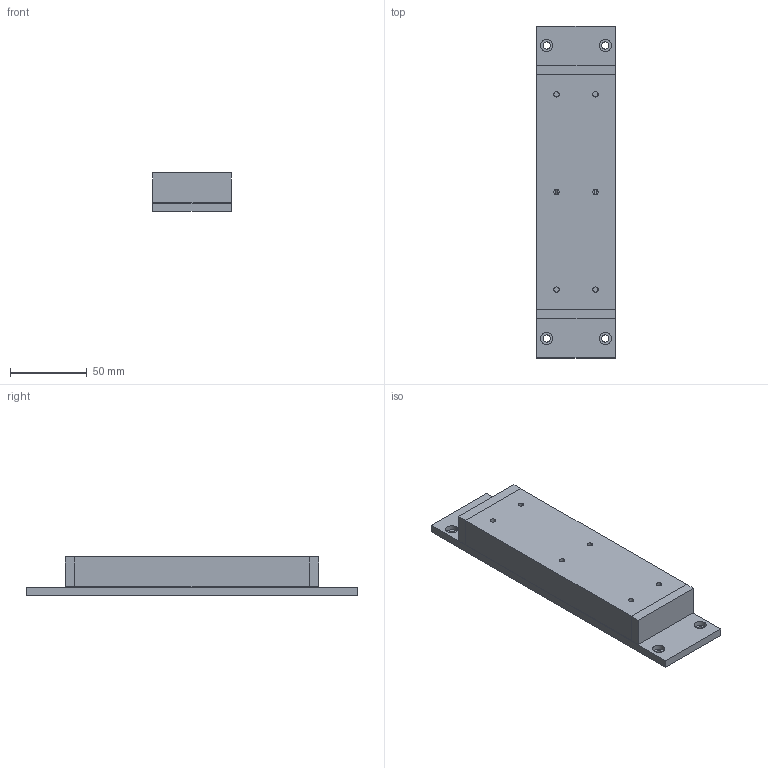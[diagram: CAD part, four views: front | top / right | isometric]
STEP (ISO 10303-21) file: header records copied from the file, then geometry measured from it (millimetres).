
FILE_DESCRIPTION((''),'2;1');
FILE_NAME('FAC2-6-2.stp','2004-01-06T20:58:10',('Owner'),(''),'Autodesk Inventor (tm) 5.3','Autodesk Inventor (tm) 5.3','');
FILE_SCHEMA(('CONFIG_CONTROL_DESIGN'));
Length unit declared in the file: inch
Products named in the file (8): FAC2-6-2; FAC2-6-2 BOTTOM-BASE; FAC2-6-2 TOP-BASE; FAC2-6-2 COVER-PLATE; FAC2-6-2 RAIL-A; FAC2-6-2 RAIL-B; FAC2-6-2 RAIL-C; FAC2-6-2 RAIL-D
Assembly tree (8 placements, depth 2):
  FAC2-6-2
    FAC2-6-2 BOTTOM-BASE
    FAC2-6-2 TOP-BASE
    FAC2-6-2 COVER-PLATE  x2
    FAC2-6-2 RAIL-A
    FAC2-6-2 RAIL-B
    FAC2-6-2 RAIL-C
    FAC2-6-2 RAIL-D
Bounding box: 50.8 x 215.9 x 24.89 mm (x, y, z)
Volume: 180651.7 mm3; surface area: 76778.1 mm2
Topology: 8 solids, 8 shells, 143 faces, 378 edges, 250 vertices
Faces by surface type: plane 111, bspline 32
Entity records: 5728 total; most frequent: CARTESIAN_POINT 1249, ORIENTED_EDGE 732, DIRECTION 676, EDGE_CURVE 366, VECTOR 298, LINE 298, VERTEX_POINT 242, AXIS2_PLACEMENT_3D 189
